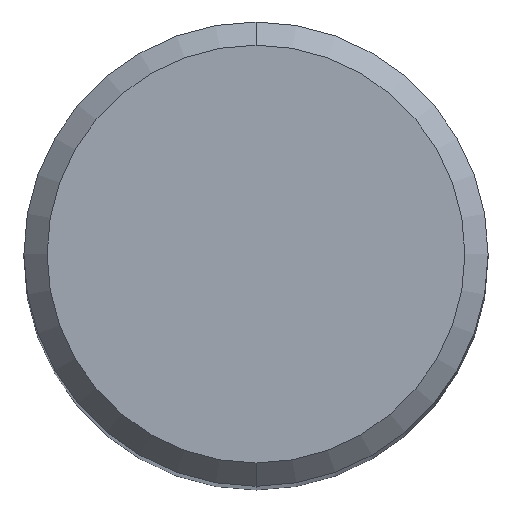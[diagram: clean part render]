
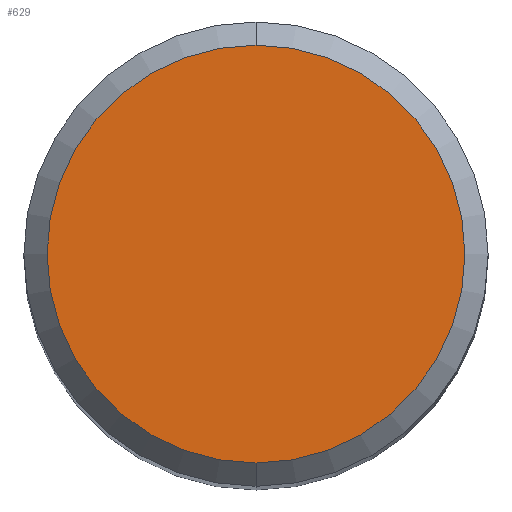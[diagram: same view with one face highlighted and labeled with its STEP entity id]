
A CAD part, top view. The second image highlights one B-rep face of the part: STEP entity #629.
In plain terms, the highlighted planar face has unit normal (0, 0, 1).
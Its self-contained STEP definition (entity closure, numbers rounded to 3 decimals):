
#501=EDGE_CURVE('',#595,#627,#1131,.T.);
#595=VERTEX_POINT('',#1235);
#603=EDGE_CURVE('',#627,#595,#1243,.T.);
#627=VERTEX_POINT('',#1272);
#629=ADVANCED_FACE('',(#1274),#1275,.T.);
#1131=CIRCLE('',#3134,3.6);
#1235=CARTESIAN_POINT('',(0.0,3.6,0.0));
#1243=CIRCLE('',#4545,3.6);
#1272=CARTESIAN_POINT('',(0.,-3.6,0.0));
#1274=FACE_OUTER_BOUND('',#4652,.T.);
#1275=PLANE('',#4653);
#3134=AXIS2_PLACEMENT_3D('',#7683,#7684,#7685);
#4545=AXIS2_PLACEMENT_3D('',#7820,#7821,#7822);
#4652=EDGE_LOOP('',(#7875,#7876));
#4653=AXIS2_PLACEMENT_3D('',#7877,#7878,#7879);
#7683=CARTESIAN_POINT('',(0.0,0.0,0.0));
#7684=DIRECTION('',(0.0,0.0,-1.0));
#7685=DIRECTION('',(0.0,1.0,0.0));
#7820=CARTESIAN_POINT('',(0.0,0.0,0.0));
#7821=DIRECTION('',(0.0,0.0,-1.0));
#7822=DIRECTION('',(0.0,1.0,0.0));
#7875=ORIENTED_EDGE('',*,*,#501,.F.);
#7876=ORIENTED_EDGE('',*,*,#603,.F.);
#7877=CARTESIAN_POINT('',(0.0,1.8,0.0));
#7878=DIRECTION('',(-0.0,0.0,1.0));
#7879=DIRECTION('',(0.0,-1.0,0.0));
